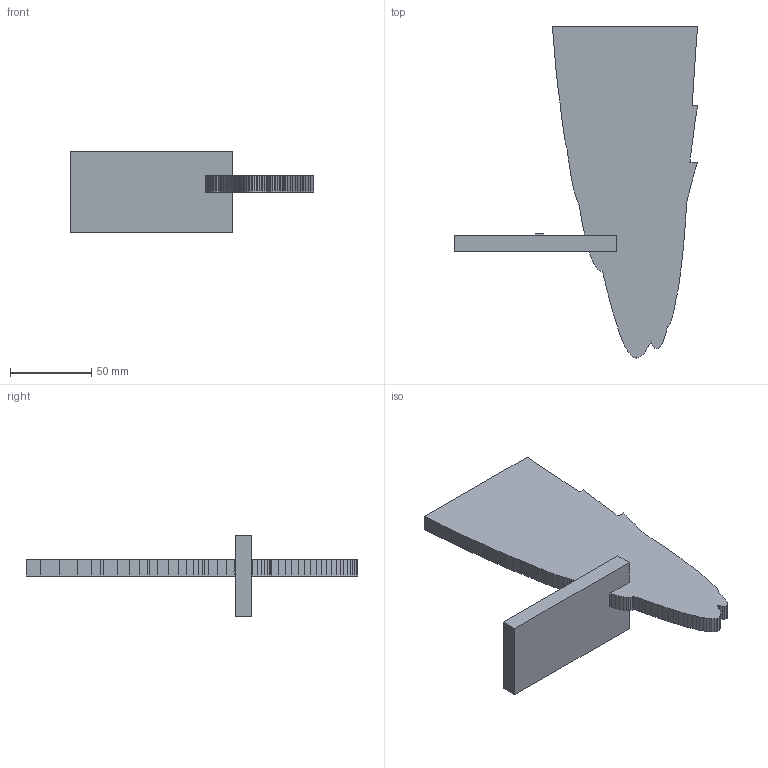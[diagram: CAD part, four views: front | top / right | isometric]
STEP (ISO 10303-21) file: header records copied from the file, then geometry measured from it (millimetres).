
FILE_DESCRIPTION(('Open CASCADE Model'),'2;1');
FILE_NAME('Open CASCADE Shape Model','2024-05-29T18:43:14',('Author'),( 'Open CASCADE'),'Open CASCADE STEP processor 7.7','Open CASCADE 7.7' ,'Unknown');
FILE_SCHEMA(('AUTOMOTIVE_DESIGN { 1 0 10303 214 1 1 1 1 }'));
Length unit declared in the file: millimetre
Products named in the file (1): Open CASCADE STEP translator 7.7 192
Bounding box: 150 x 204.88 x 50 mm (x, y, z)
Volume: 180049.6 mm3; surface area: 43822.5 mm2
Topology: 1 solids, 1 shells, 122 faces, 357 edges, 238 vertices
Faces by surface type: plane 122
Entity records: 8576 total; most frequent: CARTESIAN_POINT 1468, DIRECTION 1281, LINE 1035, VECTOR 1035, ORIENTED_EDGE 714, PCURVE 714, DEFINITIONAL_REPRESENTATION 714, EDGE_CURVE 357
